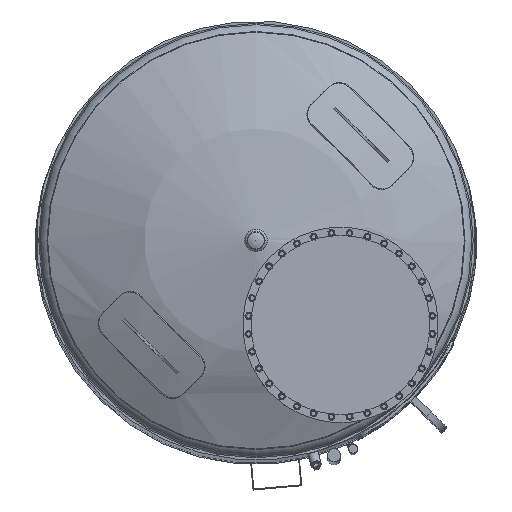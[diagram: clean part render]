
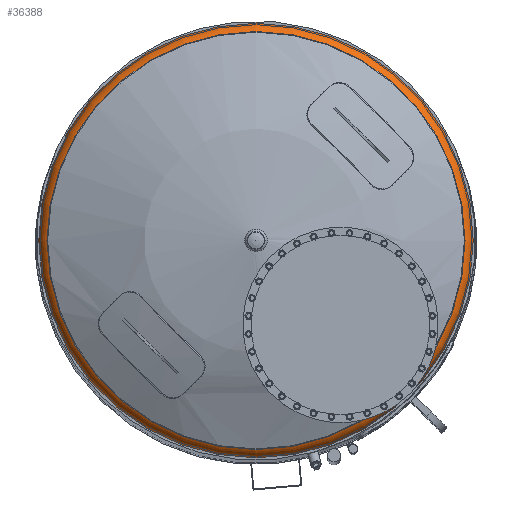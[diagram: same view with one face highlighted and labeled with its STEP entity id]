
A CAD part, top view. The second image highlights one B-rep face of the part: STEP entity #36388.
In plain terms, the highlighted toroidal (fillet/blend) face has major radius 741.667 mm and minor radius 58.333 mm.
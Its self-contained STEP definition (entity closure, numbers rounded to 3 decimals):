
#36300=CARTESIAN_POINT('',(-769.639,0.,6448.689));
#36301=VERTEX_POINT('',#36300);
#36302=CARTESIAN_POINT('',(0.,0.,6448.689));
#36303=DIRECTION('',(0.0,0.0,-1.0));
#36304=DIRECTION('',(-1.0,0.0,0.0));
#36305=AXIS2_PLACEMENT_3D('',#36302,#36303,#36304);
#36306=CIRCLE('',#36305,769.639);
#36307=EDGE_CURVE('',#36301,#36301,#36306,.T.);
#36369=CARTESIAN_POINT('',(0.,0.,6397.5));
#36370=DIRECTION('',(0.,0.,-1.0));
#36371=DIRECTION('',(0.0,-1.0,0.0));
#36372=AXIS2_PLACEMENT_3D('',#36369,#36370,#36371);
#36373=TOROIDAL_SURFACE('',#36372,741.667,58.333);
#36374=CARTESIAN_POINT('',(-800.,0.,6397.5));
#36375=VERTEX_POINT('',#36374);
#36376=CARTESIAN_POINT('',(0.,0.,6397.5));
#36377=DIRECTION('',(0.0,0.0,-1.0));
#36378=DIRECTION('',(-1.0,0.0,0.0));
#36379=AXIS2_PLACEMENT_3D('',#36376,#36377,#36378);
#36380=CIRCLE('',#36379,800.0);
#36381=EDGE_CURVE('',#36375,#36375,#36380,.T.);
#36382=ORIENTED_EDGE('',*,*,#36381,.F.);
#36383=EDGE_LOOP('',(#36382));
#36384=FACE_OUTER_BOUND('',#36383,.T.);
#36385=ORIENTED_EDGE('',*,*,#36307,.T.);
#36386=EDGE_LOOP('',(#36385));
#36387=FACE_BOUND('',#36386,.T.);
#36388=ADVANCED_FACE('',(#36384,#36387),#36373,.T.);
